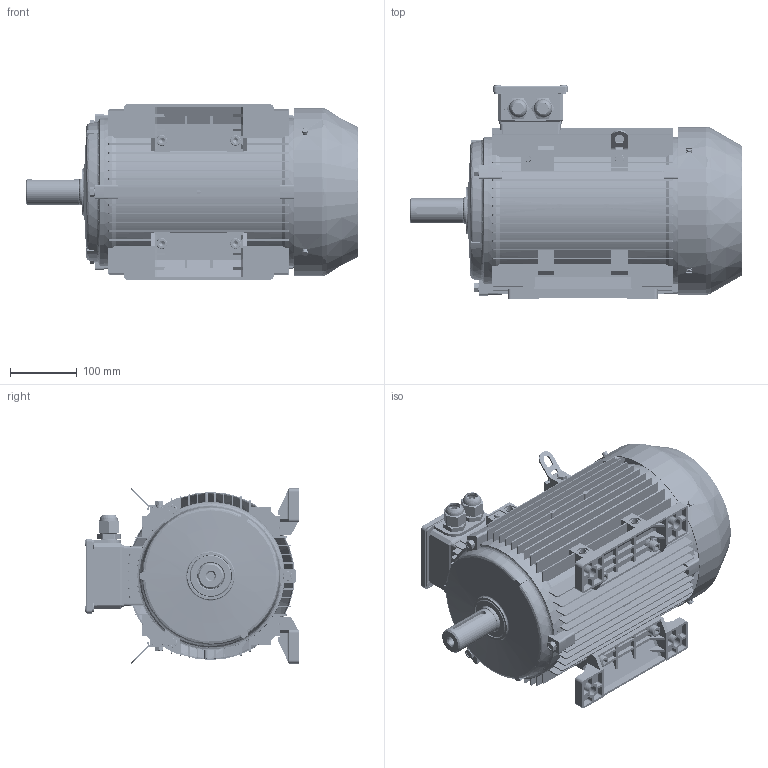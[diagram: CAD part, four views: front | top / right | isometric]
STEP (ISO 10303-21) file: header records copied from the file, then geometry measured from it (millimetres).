
FILE_DESCRIPTION (( 'STEP AP203' ), '1' );
FILE_NAME ('JL3-132M-B3.step', '2018-12-14T08:53:52', ( '' ), ( '' ), 'SwSTEP 2.0', 'SolidWorks 2018', '' );
FILE_SCHEMA (( 'CONFIG_CONTROL_DESIGN' ));
Length unit declared in the file: millimetre
Products named in the file (1): JL3-132M-B3
Bounding box: 496 x 319.82 x 263.33 mm (x, y, z)
Volume: 3478649.4 mm3; surface area: 1776348 mm2
Topology: 63 solids, 63 shells, 5197 faces, 14361 edges, 9461 vertices
Faces by surface type: plane 2454, cylinder 2177, cone 272, bspline 250, torus 44
Entity records: 218716 total; most frequent: CARTESIAN_POINT 86618, ORIENTED_EDGE 28690, DIRECTION 26067, EDGE_CURVE 14345, VERTEX_POINT 9457, AXIS2_PLACEMENT_3D 8971, VECTOR 8125, LINE 8125
